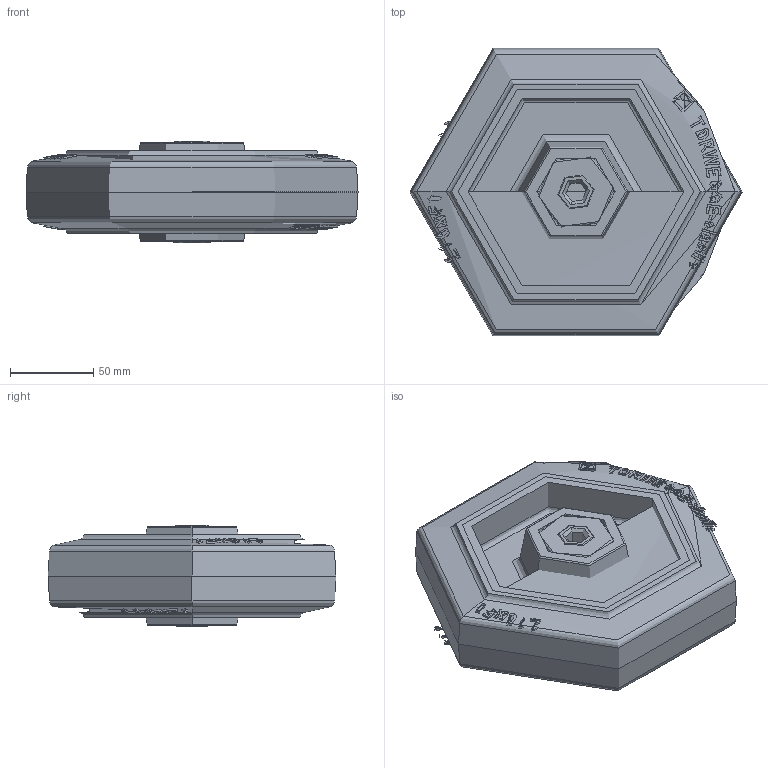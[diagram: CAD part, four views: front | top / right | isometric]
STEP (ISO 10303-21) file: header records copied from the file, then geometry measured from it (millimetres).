
FILE_DESCRIPTION (( 'STEP AP214' ), '1' );
FILE_NAME ('0028369.step', '2023-05-10T07:04:25', ( '' ), ( '' ), 'SwSTEP 2.0', 'SolidWorks 2020', '' );
FILE_SCHEMA (( 'AUTOMOTIVE_DESIGN' ));
Length unit declared in the file: millimetre
Products named in the file (1): 0028369
Bounding box: 200 x 173.21 x 61 mm (x, y, z)
Surface area: 164712.2 mm2 (no closed solid volume)
Topology: 0 solids, 6 shells, 688 faces, 1854 edges, 1228 vertices
Faces by surface type: bspline 542, cone 86, torus 28, cylinder 20, plane 12
Entity records: 53754 total; most frequent: CARTESIAN_POINT 33795, ORIENTED_EDGE 3606, EDGE_CURVE 1854, B_SPLINE_CURVE_WITH_KNOTS 1686, VERTEX_POINT 1228, EDGE_LOOP 768, UNCERTAINTY_MEASURE_WITH_UNIT 690, STYLED_ITEM 689
